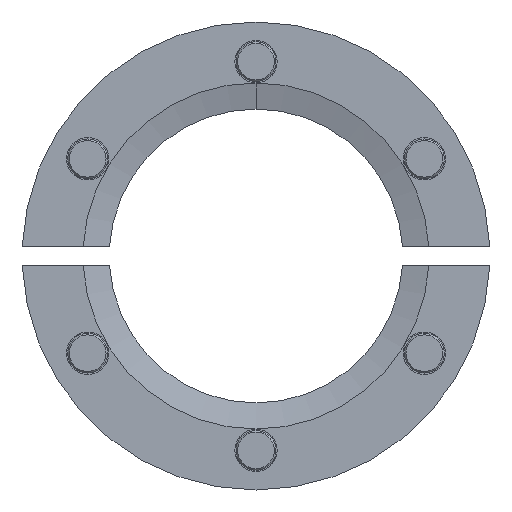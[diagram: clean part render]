
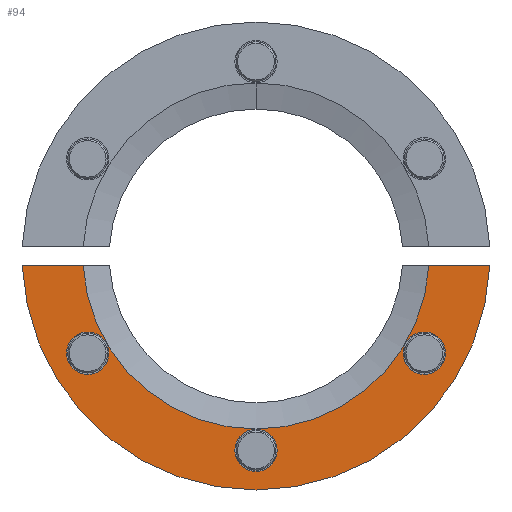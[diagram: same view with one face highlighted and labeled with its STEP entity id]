
A CAD part, left-side view. The second image highlights one B-rep face of the part: STEP entity #94.
In plain terms, the highlighted planar face has unit normal (-1, 0, 0).
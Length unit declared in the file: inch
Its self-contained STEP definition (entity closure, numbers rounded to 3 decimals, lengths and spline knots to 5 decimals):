
#83 = CARTESIAN_POINT ( 'NONE',  ( 0., 0., -1.22 ) ) ;
#94 = ADVANCED_FACE ( 'NONE', ( #1685, #1312, #2293, #2271 ), #2562, .F. ) ;
#118 = AXIS2_PLACEMENT_3D ( 'NONE', #188, #1752, #2629 ) ;
#137 = AXIS2_PLACEMENT_3D ( 'NONE', #190, #2670, #1161 ) ;
#139 = CARTESIAN_POINT ( 'NONE',  ( 0., 2., -0.06 ) ) ;
#149 = CARTESIAN_POINT ( 'NONE',  ( 0., 0., 0. ) ) ;
#184 = VERTEX_POINT ( 'NONE', #2604 ) ;
#188 = CARTESIAN_POINT ( 'NONE',  ( 0., 0., -1.22 ) ) ;
#190 = CARTESIAN_POINT ( 'NONE',  ( 0., 1.05655, -0.61 ) ) ;
#255 = VERTEX_POINT ( 'NONE', #372 ) ;
#277 = EDGE_CURVE ( 'NONE', #2820, #399, #2260, .T. ) ;
#372 = CARTESIAN_POINT ( 'NONE',  ( 0., 1.05655, -0.47719 ) ) ;
#399 = VERTEX_POINT ( 'NONE', #2609 ) ;
#425 = DIRECTION ( 'NONE',  ( -1., 0., 0. ) ) ;
#432 = DIRECTION ( 'NONE',  ( 0., 0., -1. ) ) ;
#452 = DIRECTION ( 'NONE',  ( 1., 0., 0. ) ) ;
#466 = CIRCLE ( 'NONE', #2759, 1.08621 ) ;
#477 = EDGE_CURVE ( 'NONE', #3982, #994, #966, .T. ) ;
#560 = ORIENTED_EDGE ( 'NONE', *, *, #277, .T. ) ;
#580 = ORIENTED_EDGE ( 'NONE', *, *, #728, .F. ) ;
#599 = AXIS2_PLACEMENT_3D ( 'NONE', #1864, #1173, #2184 ) ;
#684 = ORIENTED_EDGE ( 'NONE', *, *, #1831, .F. ) ;
#728 = EDGE_CURVE ( 'NONE', #3975, #184, #1913, .T. ) ;
#760 = CARTESIAN_POINT ( 'NONE',  ( 0., 0., -1.469 ) ) ;
#786 = DIRECTION ( 'NONE',  ( 0., 0., 1. ) ) ;
#794 = ORIENTED_EDGE ( 'NONE', *, *, #1580, .F. ) ;
#814 = CARTESIAN_POINT ( 'NONE',  ( 0., -1.05655, -0.47718 ) ) ;
#947 = CIRCLE ( 'NONE', #2518, 0.13281 ) ;
#955 = CARTESIAN_POINT ( 'NONE',  ( 0., 0., -1.35281 ) ) ;
#966 = CIRCLE ( 'NONE', #2799, 0.13281 ) ;
#986 = CIRCLE ( 'NONE', #599, 0.13281 ) ;
#994 = VERTEX_POINT ( 'NONE', #814 ) ;
#1008 = VERTEX_POINT ( 'NONE', #3600 ) ;
#1038 = VERTEX_POINT ( 'NONE', #3645 ) ;
#1089 = AXIS2_PLACEMENT_3D ( 'NONE', #2543, #2870, #3802 ) ;
#1127 = CIRCLE ( 'NONE', #137, 0.13281 ) ;
#1161 = DIRECTION ( 'NONE',  ( 0., 0., 1. ) ) ;
#1168 = ORIENTED_EDGE ( 'NONE', *, *, #2601, .F. ) ;
#1173 = DIRECTION ( 'NONE',  ( -1., 0., 0. ) ) ;
#1200 = ORIENTED_EDGE ( 'NONE', *, *, #3455, .F. ) ;
#1312 = FACE_BOUND ( 'NONE', #3021, .T. ) ;
#1366 = EDGE_CURVE ( 'NONE', #184, #3975, #3862, .T. ) ;
#1384 = ORIENTED_EDGE ( 'NONE', *, *, #477, .F. ) ;
#1411 = DIRECTION ( 'NONE',  ( 0., -1., 0. ) ) ;
#1496 = CARTESIAN_POINT ( 'NONE',  ( 0., 2., -0.06 ) ) ;
#1557 = DIRECTION ( 'NONE',  ( 0., -1., 0. ) ) ;
#1580 = EDGE_CURVE ( 'NONE', #1008, #399, #4050, .T. ) ;
#1679 = DIRECTION ( 'NONE',  ( 0., 0., 1. ) ) ;
#1685 = FACE_BOUND ( 'NONE', #3402, .T. ) ;
#1752 = DIRECTION ( 'NONE',  ( -1., 0., 0. ) ) ;
#1755 = DIRECTION ( 'NONE',  ( 0., 0., 1. ) ) ;
#1787 = AXIS2_PLACEMENT_3D ( 'NONE', #83, #425, #1679 ) ;
#1831 = EDGE_CURVE ( 'NONE', #994, #3982, #947, .T. ) ;
#1838 = VECTOR ( 'NONE', #1411, 39.37008 ) ;
#1864 = CARTESIAN_POINT ( 'NONE',  ( 0., 1.05655, -0.61 ) ) ;
#1897 = ORIENTED_EDGE ( 'NONE', *, *, #1366, .F. ) ;
#1913 = CIRCLE ( 'NONE', #1787, 0.13281 ) ;
#1923 = CARTESIAN_POINT ( 'NONE',  ( 0., -1.05655, -0.74281 ) ) ;
#2184 = DIRECTION ( 'NONE',  ( 0., 0., 1. ) ) ;
#2260 = CIRCLE ( 'NONE', #1089, 1.469 ) ;
#2269 = CARTESIAN_POINT ( 'NONE',  ( 0., 1.46777, -0.06 ) ) ;
#2271 = FACE_OUTER_BOUND ( 'NONE', #3673, .T. ) ;
#2293 = FACE_BOUND ( 'NONE', #2326, .T. ) ;
#2310 = DIRECTION ( 'NONE',  ( 0., 0., 1. ) ) ;
#2326 = EDGE_LOOP ( 'NONE', ( #1897, #580 ) ) ;
#2372 = DIRECTION ( 'NONE',  ( -1., 0., 0. ) ) ;
#2480 = EDGE_CURVE ( 'NONE', #3784, #255, #1127, .T. ) ;
#2518 = AXIS2_PLACEMENT_3D ( 'NONE', #2666, #2372, #2310 ) ;
#2543 = CARTESIAN_POINT ( 'NONE',  ( 0., 0., 0. ) ) ;
#2562 = PLANE ( 'NONE',  #2590 ) ;
#2590 = AXIS2_PLACEMENT_3D ( 'NONE', #760, #452, #432 ) ;
#2601 = EDGE_CURVE ( 'NONE', #1038, #1008, #466, .T. ) ;
#2604 = CARTESIAN_POINT ( 'NONE',  ( 0., 0., -1.08719 ) ) ;
#2609 = CARTESIAN_POINT ( 'NONE',  ( 0., -1.46777, -0.06 ) ) ;
#2629 = DIRECTION ( 'NONE',  ( 0., 0., 1. ) ) ;
#2666 = CARTESIAN_POINT ( 'NONE',  ( 0., -1.05655, -0.61 ) ) ;
#2670 = DIRECTION ( 'NONE',  ( -1., 0., 0. ) ) ;
#2682 = LINE ( 'NONE', #139, #1838 ) ;
#2696 = CARTESIAN_POINT ( 'NONE',  ( 0., -1.05655, -0.61 ) ) ;
#2759 = AXIS2_PLACEMENT_3D ( 'NONE', #149, #3659, #786 ) ;
#2788 = DIRECTION ( 'NONE',  ( -1., 0., 0. ) ) ;
#2799 = AXIS2_PLACEMENT_3D ( 'NONE', #2696, #2788, #1755 ) ;
#2820 = VERTEX_POINT ( 'NONE', #2269 ) ;
#2870 = DIRECTION ( 'NONE',  ( -1., 0., 0. ) ) ;
#3021 = EDGE_LOOP ( 'NONE', ( #684, #1384 ) ) ;
#3131 = EDGE_CURVE ( 'NONE', #255, #3784, #986, .T. ) ;
#3339 = VECTOR ( 'NONE', #1557, 39.37008 ) ;
#3375 = ORIENTED_EDGE ( 'NONE', *, *, #3131, .F. ) ;
#3402 = EDGE_LOOP ( 'NONE', ( #3375, #3454 ) ) ;
#3454 = ORIENTED_EDGE ( 'NONE', *, *, #2480, .F. ) ;
#3455 = EDGE_CURVE ( 'NONE', #2820, #1038, #2682, .T. ) ;
#3537 = CARTESIAN_POINT ( 'NONE',  ( 0., 1.05655, -0.74282 ) ) ;
#3600 = CARTESIAN_POINT ( 'NONE',  ( 0., -1.08455, -0.06 ) ) ;
#3645 = CARTESIAN_POINT ( 'NONE',  ( 0., 1.08455, -0.06 ) ) ;
#3659 = DIRECTION ( 'NONE',  ( -1., 0., 0. ) ) ;
#3673 = EDGE_LOOP ( 'NONE', ( #560, #794, #1168, #1200 ) ) ;
#3784 = VERTEX_POINT ( 'NONE', #3537 ) ;
#3802 = DIRECTION ( 'NONE',  ( 0., 0., 1. ) ) ;
#3862 = CIRCLE ( 'NONE', #118, 0.13281 ) ;
#3975 = VERTEX_POINT ( 'NONE', #955 ) ;
#3982 = VERTEX_POINT ( 'NONE', #1923 ) ;
#4050 = LINE ( 'NONE', #1496, #3339 ) ;
